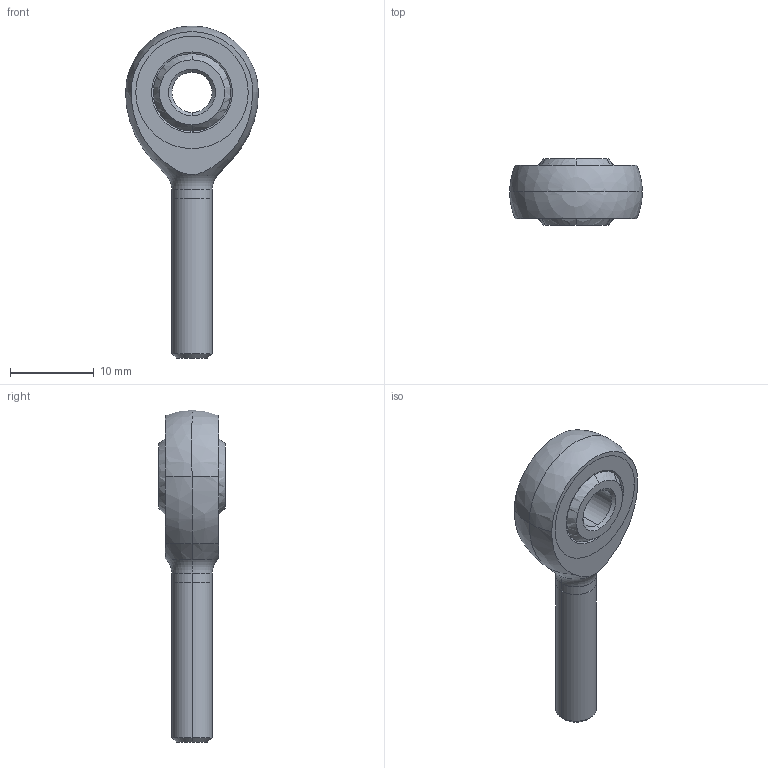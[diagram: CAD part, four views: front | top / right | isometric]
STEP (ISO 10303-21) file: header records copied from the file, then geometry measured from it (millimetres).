
FILE_DESCRIPTION(('starvars output'),'2;1');
FILE_NAME('cv20240829213306000014749.stp','21:33:06 2024/08/29',( 'Thomas Industrial Network Germany GmbH'),( 'Thomas Industrial Network Germany GmbH'),'unknown preprocess','ACIS' ,'unknown authorization');
FILE_SCHEMA(('AUTOMOTIVE_DESIGN_CC2 {UNKNOWN IMPLEMENTATION LEVEL}'));
Length unit declared in the file: millimetre
Products named in the file (3): PRODUCT_ID_1; PRODUCT_ID_2; PRODUCT_ID_3
Bounding box: 15.88 x 7.92 x 39.69 mm (x, y, z)
Volume: 1682.8 mm3; surface area: 2115.8 mm2
Topology: 3 solids, 3 shells, 60 faces, 138 edges, 77 vertices
Faces by surface type: cone 22, cylinder 12, plane 8, bspline 8, torus 6, sphere 4
Entity records: 2288 total; most frequent: CARTESIAN_POINT 432, ORIENTED_EDGE 264, DIRECTION 195, EDGE_CURVE 132, AXIS2_PLACEMENT_3D 80, VERTEX_POINT 77, EDGE_LOOP 67, FACE_BOUND 67
